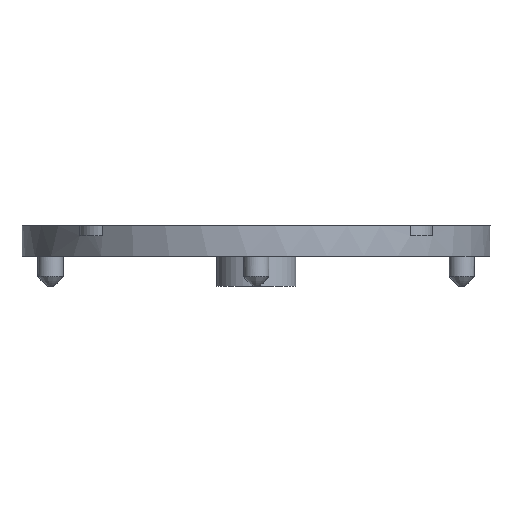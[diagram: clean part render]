
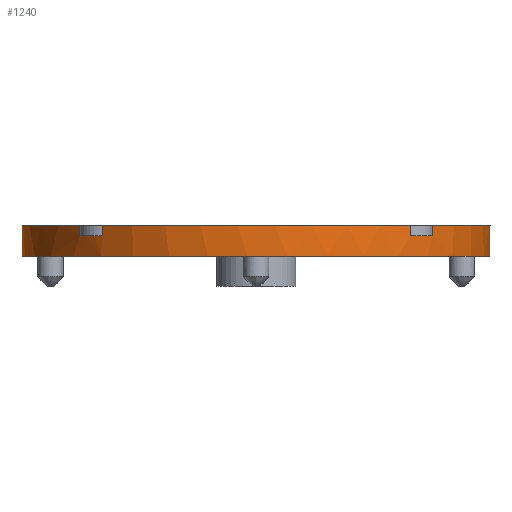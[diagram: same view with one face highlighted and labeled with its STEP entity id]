
A CAD part, front view. The second image highlights one B-rep face of the part: STEP entity #1240.
In plain terms, the highlighted cylindrical face has radius 46.5 mm (diameter 93 mm), a partial arc.
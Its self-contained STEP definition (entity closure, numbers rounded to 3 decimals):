
#31=B_SPLINE_CURVE_WITH_KNOTS('',3,(#2865,#2866,#2867,#2868,#2869,#2870,
#2871,#2872,#2873,#2874,#2875,#2876),.UNSPECIFIED.,.F.,.F.,(4,2,2,2,2,4),
(0.,0.019,0.037,0.075,0.136,
0.197),.UNSPECIFIED.);
#173=FACE_OUTER_BOUND('',#256,.T.);
#256=EDGE_LOOP('',(#1065,#1066,#1067,#1068,#1069,#1070,#1071,#1072,#1073,
#1074,#1075,#1076,#1077,#1078,#1079,#1080,#1081,#1082,#1083,#1084,#1085));
#369=LINE('',#2819,#476);
#370=LINE('',#2823,#477);
#371=LINE('',#2836,#478);
#372=LINE('',#2837,#479);
#373=LINE('',#2841,#480);
#374=LINE('',#2845,#481);
#375=LINE('',#2858,#482);
#376=LINE('',#2859,#483);
#377=LINE('',#2863,#484);
#378=LINE('',#2880,#485);
#476=VECTOR('',#1628,10.);
#477=VECTOR('',#1631,10.);
#478=VECTOR('',#1648,10.);
#479=VECTOR('',#1649,10.);
#480=VECTOR('',#1652,10.);
#481=VECTOR('',#1655,10.);
#482=VECTOR('',#1672,10.);
#483=VECTOR('',#1673,10.);
#484=VECTOR('',#1676,10.);
#485=VECTOR('',#1679,10.);
#522=CIRCLE('',#1336,46.5);
#524=CIRCLE('',#1339,46.5);
#528=CIRCLE('',#1346,46.5);
#530=CIRCLE('',#1349,46.5);
#532=CIRCLE('',#1353,46.5);
#533=CIRCLE('',#1354,46.5);
#534=CIRCLE('',#1355,46.5);
#535=CIRCLE('',#1356,46.5);
#536=CIRCLE('',#1357,46.5);
#537=CIRCLE('',#1358,46.5);
#625=VERTEX_POINT('',#2817);
#626=VERTEX_POINT('',#2818);
#627=VERTEX_POINT('',#2820);
#628=VERTEX_POINT('',#2822);
#629=VERTEX_POINT('',#2828);
#630=VERTEX_POINT('',#2829);
#631=VERTEX_POINT('',#2833);
#632=VERTEX_POINT('',#2834);
#633=VERTEX_POINT('',#2839);
#634=VERTEX_POINT('',#2840);
#635=VERTEX_POINT('',#2842);
#636=VERTEX_POINT('',#2844);
#637=VERTEX_POINT('',#2850);
#638=VERTEX_POINT('',#2851);
#639=VERTEX_POINT('',#2855);
#640=VERTEX_POINT('',#2856);
#641=VERTEX_POINT('',#2861);
#642=VERTEX_POINT('',#2862);
#643=VERTEX_POINT('',#2864);
#644=VERTEX_POINT('',#2877);
#645=VERTEX_POINT('',#2879);
#780=EDGE_CURVE('',#625,#626,#369,.T.);
#782=EDGE_CURVE('',#628,#627,#370,.T.);
#784=EDGE_CURVE('',#627,#625,#522,.T.);
#786=EDGE_CURVE('',#629,#630,#524,.T.);
#788=EDGE_CURVE('',#630,#632,#371,.T.);
#789=EDGE_CURVE('',#631,#629,#372,.T.);
#790=EDGE_CURVE('',#633,#634,#373,.T.);
#792=EDGE_CURVE('',#636,#635,#374,.T.);
#794=EDGE_CURVE('',#634,#636,#528,.T.);
#796=EDGE_CURVE('',#637,#638,#530,.T.);
#798=EDGE_CURVE('',#638,#640,#375,.T.);
#799=EDGE_CURVE('',#639,#637,#376,.T.);
#800=EDGE_CURVE('',#641,#642,#377,.T.);
#801=EDGE_CURVE('',#643,#642,#31,.F.);
#802=EDGE_CURVE('',#644,#643,#532,.T.);
#803=EDGE_CURVE('',#644,#645,#378,.T.);
#804=EDGE_CURVE('',#633,#645,#533,.T.);
#805=EDGE_CURVE('',#639,#635,#534,.T.);
#806=EDGE_CURVE('',#631,#640,#535,.T.);
#807=EDGE_CURVE('',#628,#632,#536,.T.);
#808=EDGE_CURVE('',#641,#626,#537,.T.);
#1065=ORIENTED_EDGE('',*,*,#800,.T.);
#1066=ORIENTED_EDGE('',*,*,#801,.F.);
#1067=ORIENTED_EDGE('',*,*,#802,.F.);
#1068=ORIENTED_EDGE('',*,*,#803,.T.);
#1069=ORIENTED_EDGE('',*,*,#804,.F.);
#1070=ORIENTED_EDGE('',*,*,#790,.T.);
#1071=ORIENTED_EDGE('',*,*,#794,.T.);
#1072=ORIENTED_EDGE('',*,*,#792,.T.);
#1073=ORIENTED_EDGE('',*,*,#805,.F.);
#1074=ORIENTED_EDGE('',*,*,#799,.T.);
#1075=ORIENTED_EDGE('',*,*,#796,.T.);
#1076=ORIENTED_EDGE('',*,*,#798,.T.);
#1077=ORIENTED_EDGE('',*,*,#806,.F.);
#1078=ORIENTED_EDGE('',*,*,#789,.T.);
#1079=ORIENTED_EDGE('',*,*,#786,.T.);
#1080=ORIENTED_EDGE('',*,*,#788,.T.);
#1081=ORIENTED_EDGE('',*,*,#807,.F.);
#1082=ORIENTED_EDGE('',*,*,#782,.T.);
#1083=ORIENTED_EDGE('',*,*,#784,.T.);
#1084=ORIENTED_EDGE('',*,*,#780,.T.);
#1085=ORIENTED_EDGE('',*,*,#808,.F.);
#1170=CYLINDRICAL_SURFACE('',#1352,46.5);
#1240=ADVANCED_FACE('',(#173),#1170,.T.);
#1336=AXIS2_PLACEMENT_3D('',#2826,#1636,#1637);
#1339=AXIS2_PLACEMENT_3D('',#2831,#1642,#1643);
#1346=AXIS2_PLACEMENT_3D('',#2848,#1660,#1661);
#1349=AXIS2_PLACEMENT_3D('',#2853,#1666,#1667);
#1352=AXIS2_PLACEMENT_3D('',#2860,#1674,#1675);
#1353=AXIS2_PLACEMENT_3D('',#2878,#1677,#1678);
#1354=AXIS2_PLACEMENT_3D('',#2881,#1680,#1681);
#1355=AXIS2_PLACEMENT_3D('',#2882,#1682,#1683);
#1356=AXIS2_PLACEMENT_3D('',#2883,#1684,#1685);
#1357=AXIS2_PLACEMENT_3D('',#2884,#1686,#1687);
#1358=AXIS2_PLACEMENT_3D('',#2885,#1688,#1689);
#1628=DIRECTION('',(0.,0.,1.));
#1631=DIRECTION('',(0.,0.,-1.));
#1636=DIRECTION('center_axis',(0.,0.,-1.));
#1637=DIRECTION('ref_axis',(1.,0.,0.));
#1642=DIRECTION('center_axis',(0.,0.,-1.));
#1643=DIRECTION('ref_axis',(1.,0.,0.));
#1648=DIRECTION('',(0.,0.,1.));
#1649=DIRECTION('',(0.,0.,-1.));
#1652=DIRECTION('',(0.,0.,-1.));
#1655=DIRECTION('',(0.,0.,1.));
#1660=DIRECTION('center_axis',(0.,0.,-1.));
#1661=DIRECTION('ref_axis',(1.,0.,0.));
#1666=DIRECTION('center_axis',(0.,0.,-1.));
#1667=DIRECTION('ref_axis',(1.,0.,0.));
#1672=DIRECTION('',(0.,0.,1.));
#1673=DIRECTION('',(0.,0.,-1.));
#1674=DIRECTION('center_axis',(0.,0.,1.));
#1675=DIRECTION('ref_axis',(0.671,-0.741,0.));
#1676=DIRECTION('',(0.,0.,-1.));
#1677=DIRECTION('center_axis',(0.,0.,-1.));
#1678=DIRECTION('ref_axis',(1.,0.,0.));
#1679=DIRECTION('',(0.,0.,1.));
#1680=DIRECTION('center_axis',(0.,0.,1.));
#1681=DIRECTION('ref_axis',(1.,0.,0.));
#1682=DIRECTION('center_axis',(0.,0.,1.));
#1683=DIRECTION('ref_axis',(1.,0.,0.));
#1684=DIRECTION('center_axis',(0.,0.,1.));
#1685=DIRECTION('ref_axis',(1.,0.,0.));
#1686=DIRECTION('center_axis',(0.,0.,1.));
#1687=DIRECTION('ref_axis',(1.,0.,0.));
#1688=DIRECTION('center_axis',(0.,0.,1.));
#1689=DIRECTION('ref_axis',(1.,0.,0.));
#2817=CARTESIAN_POINT('',(-36.995,28.171,2.));
#2818=CARTESIAN_POINT('',(-36.995,28.171,4.));
#2819=CARTESIAN_POINT('',(-36.995,28.171,4.));
#2820=CARTESIAN_POINT('',(-40.45,22.936,2.));
#2822=CARTESIAN_POINT('',(-40.45,22.936,4.));
#2823=CARTESIAN_POINT('',(-40.45,22.936,4.));
#2826=CARTESIAN_POINT('Origin',(0.,0.,2.));
#2828=CARTESIAN_POINT('',(-30.582,-35.028,2.));
#2829=CARTESIAN_POINT('',(-35.018,-30.594,2.));
#2831=CARTESIAN_POINT('Origin',(0.,0.,2.));
#2833=CARTESIAN_POINT('',(-30.582,-35.028,4.));
#2834=CARTESIAN_POINT('',(-35.018,-30.594,4.));
#2836=CARTESIAN_POINT('',(-35.018,-30.594,4.));
#2837=CARTESIAN_POINT('',(-30.582,-35.028,4.));
#2839=CARTESIAN_POINT('',(36.995,28.171,4.));
#2840=CARTESIAN_POINT('',(36.995,28.171,2.));
#2841=CARTESIAN_POINT('',(36.995,28.171,4.));
#2842=CARTESIAN_POINT('',(40.45,22.936,4.));
#2844=CARTESIAN_POINT('',(40.45,22.936,2.));
#2845=CARTESIAN_POINT('',(40.45,22.936,4.));
#2848=CARTESIAN_POINT('Origin',(0.,0.,2.));
#2850=CARTESIAN_POINT('',(35.023,-30.588,2.));
#2851=CARTESIAN_POINT('',(30.588,-35.023,2.));
#2853=CARTESIAN_POINT('Origin',(0.,0.,2.));
#2855=CARTESIAN_POINT('',(35.023,-30.588,4.));
#2856=CARTESIAN_POINT('',(30.588,-35.023,4.));
#2858=CARTESIAN_POINT('',(30.588,-35.023,4.));
#2859=CARTESIAN_POINT('',(35.023,-30.588,4.));
#2860=CARTESIAN_POINT('Origin',(0.,0.,0.));
#2861=CARTESIAN_POINT('',(-36.622,28.654,4.));
#2862=CARTESIAN_POINT('',(-36.622,28.654,-1.));
#2863=CARTESIAN_POINT('',(-36.622,28.654,0.));
#2864=CARTESIAN_POINT('',(-35.622,29.888,-2.));
#2865=CARTESIAN_POINT('Ctrl Pts',(-36.622,28.654,-1.));
#2866=CARTESIAN_POINT('Ctrl Pts',(-36.622,28.654,-1.062));
#2867=CARTESIAN_POINT('Ctrl Pts',(-36.616,28.662,-1.125));
#2868=CARTESIAN_POINT('Ctrl Pts',(-36.593,28.691,-1.247));
#2869=CARTESIAN_POINT('Ctrl Pts',(-36.576,28.713,-1.305));
#2870=CARTESIAN_POINT('Ctrl Pts',(-36.512,28.794,-1.471));
#2871=CARTESIAN_POINT('Ctrl Pts',(-36.452,28.871,-1.567));
#2872=CARTESIAN_POINT('Ctrl Pts',(-36.288,29.077,-1.763));
#2873=CARTESIAN_POINT('Ctrl Pts',(-36.162,29.234,-1.854));
#2874=CARTESIAN_POINT('Ctrl Pts',(-35.895,29.561,-1.973));
#2875=CARTESIAN_POINT('Ctrl Pts',(-35.754,29.732,-2.));
#2876=CARTESIAN_POINT('Ctrl Pts',(-35.622,29.888,-2.));
#2877=CARTESIAN_POINT('',(-26.203,38.414,-2.));
#2878=CARTESIAN_POINT('Origin',(0.,0.,-2.));
#2879=CARTESIAN_POINT('',(-26.203,38.414,4.));
#2880=CARTESIAN_POINT('',(-26.203,38.414,0.));
#2881=CARTESIAN_POINT('Origin',(0.,0.,4.));
#2882=CARTESIAN_POINT('Origin',(0.,0.,4.));
#2883=CARTESIAN_POINT('Origin',(0.,0.,4.));
#2884=CARTESIAN_POINT('Origin',(0.,0.,4.));
#2885=CARTESIAN_POINT('Origin',(0.,0.,4.));
